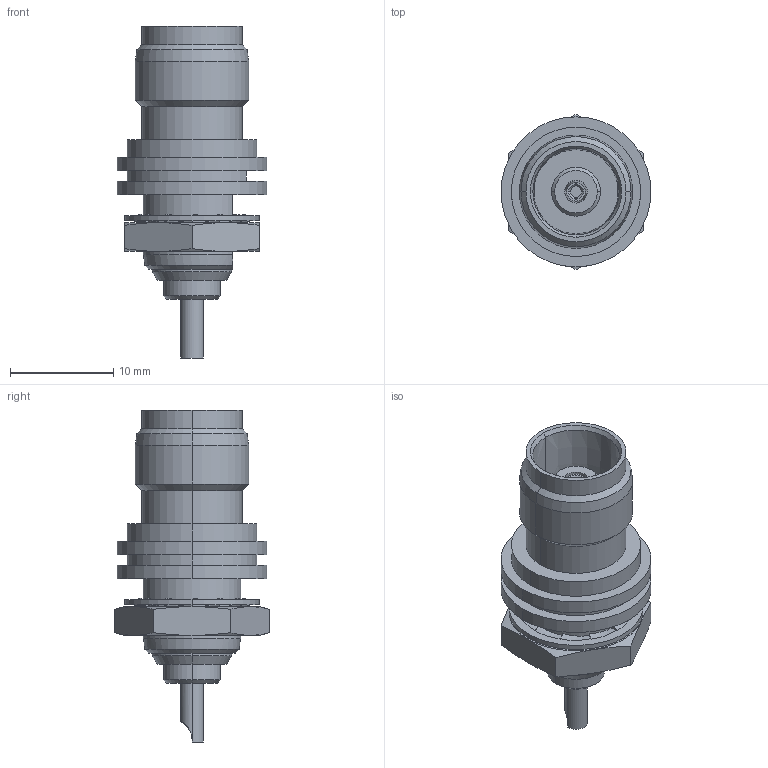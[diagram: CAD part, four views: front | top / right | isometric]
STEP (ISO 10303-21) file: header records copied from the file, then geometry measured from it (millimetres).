
FILE_DESCRIPTION (( 'STEP AP214' ), '1' );
FILE_NAME ('J01011A0013.STEP', '2016-11-24T13:50:41', ( '' ), ( '' ), 'SwSTEP 2.0', 'SolidWorks 2015', '' );
FILE_SCHEMA (( 'AUTOMOTIVE_DESIGN' ));
Length unit declared in the file: millimetre
Products named in the file (1): J01011A0013
Bounding box: 14.5 x 15.01 x 32.1 mm (x, y, z)
Volume: 2206.2 mm3; surface area: 1945.4 mm2
Topology: 2 solids, 2 shells, 209 faces, 494 edges, 301 vertices
Faces by surface type: plane 86, cone 46, cylinder 41, bspline 36
Entity records: 8774 total; most frequent: CARTESIAN_POINT 1891, ORIENTED_EDGE 984, DIRECTION 854, EDGE_CURVE 492, VERTEX_POINT 301, AXIS2_PLACEMENT_3D 286, VECTOR 282, LINE 282
